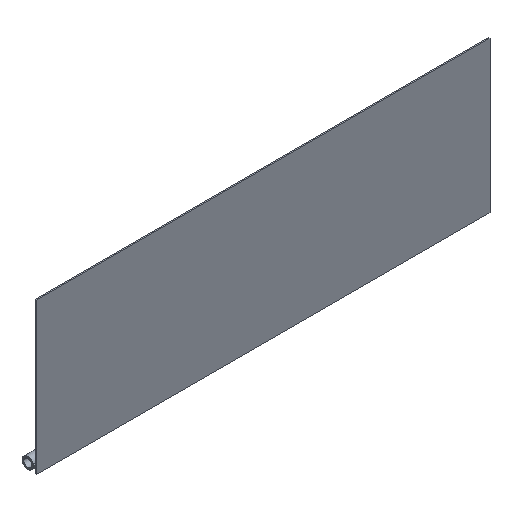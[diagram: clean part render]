
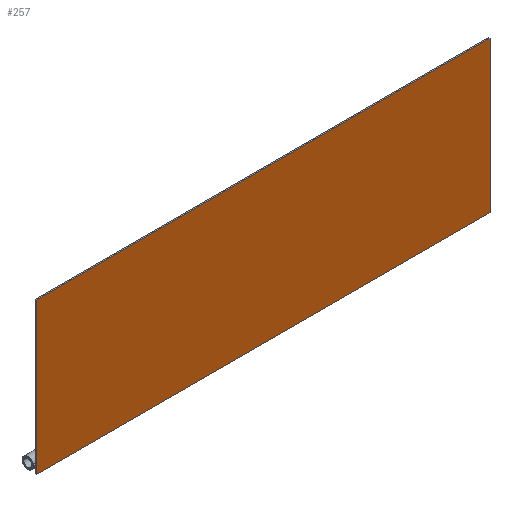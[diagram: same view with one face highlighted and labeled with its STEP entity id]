
A CAD part, isometric view. The second image highlights one B-rep face of the part: STEP entity #257.
In plain terms, the highlighted planar face has unit normal (0, -1, 0).
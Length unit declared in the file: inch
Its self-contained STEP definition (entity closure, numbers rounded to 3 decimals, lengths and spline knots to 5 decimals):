
#55=FACE_OUTER_BOUND('',#71,.T.);
#71=EDGE_LOOP('',(#193,#194,#195,#196));
#90=LINE('',#423,#114);
#95=LINE('',#432,#119);
#96=LINE('',#435,#120);
#97=LINE('',#436,#121);
#114=VECTOR('',#341,10.);
#119=VECTOR('',#348,30.);
#120=VECTOR('',#351,10.);
#121=VECTOR('',#352,30.);
#138=VERTEX_POINT('',#420);
#139=VERTEX_POINT('',#422);
#142=VERTEX_POINT('',#430);
#143=VERTEX_POINT('',#434);
#158=EDGE_CURVE('',#138,#139,#90,.T.);
#163=EDGE_CURVE('',#142,#138,#95,.T.);
#164=EDGE_CURVE('',#142,#143,#96,.T.);
#165=EDGE_CURVE('',#143,#139,#97,.T.);
#193=ORIENTED_EDGE('',*,*,#158,.F.);
#194=ORIENTED_EDGE('',*,*,#163,.F.);
#195=ORIENTED_EDGE('',*,*,#164,.T.);
#196=ORIENTED_EDGE('',*,*,#165,.T.);
#243=PLANE('',#309);
#257=ADVANCED_FACE('',(#55),#243,.T.);
#309=AXIS2_PLACEMENT_3D('',#433,#349,#350);
#341=DIRECTION('',(0.,0.,1.));
#348=DIRECTION('',(-1.,0.,0.));
#349=DIRECTION('center_axis',(0.,-1.,0.));
#350=DIRECTION('ref_axis',(0.,0.,-1.));
#351=DIRECTION('',(0.,0.,1.));
#352=DIRECTION('',(-1.,0.,0.));
#420=CARTESIAN_POINT('',(-15.,0.,0.));
#422=CARTESIAN_POINT('',(-15.,0.,10.));
#423=CARTESIAN_POINT('',(-15.,0.,0.));
#430=CARTESIAN_POINT('',(15.,0.,0.));
#432=CARTESIAN_POINT('',(15.,0.,0.));
#433=CARTESIAN_POINT('Origin',(-15.,0.,10.));
#434=CARTESIAN_POINT('',(15.,0.,10.));
#435=CARTESIAN_POINT('',(15.,0.,0.));
#436=CARTESIAN_POINT('',(15.,0.,10.));
